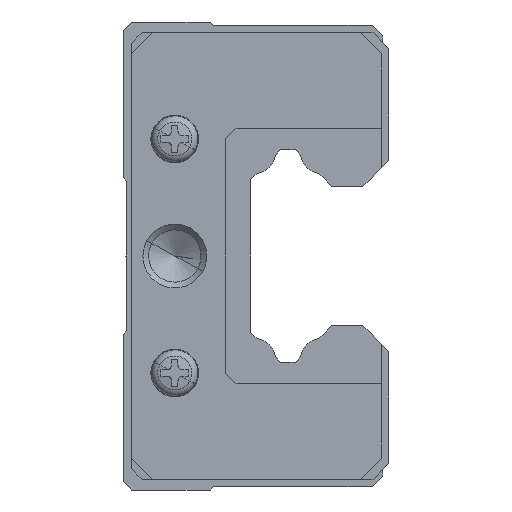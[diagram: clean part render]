
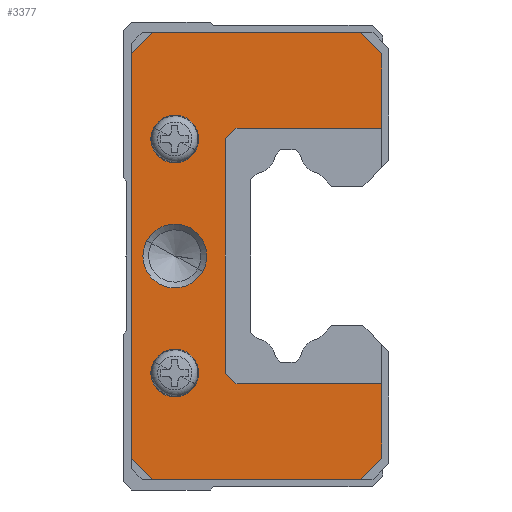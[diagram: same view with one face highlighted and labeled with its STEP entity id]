
A CAD part, left-side view. The second image highlights one B-rep face of the part: STEP entity #3377.
In plain terms, the highlighted planar face has unit normal (-1, 0, 0).
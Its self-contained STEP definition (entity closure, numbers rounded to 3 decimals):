
#119=CARTESIAN_POINT('Vertex',(-35.,1.565,12.)) ;
#122=CARTESIAN_POINT('Line Origine',(-35.,8.405,12.)) ;
#126=CARTESIAN_POINT('Vertex',(-35.,15.246,12.)) ;
#159=CARTESIAN_POINT('Vertex',(-35.,15.246,-12.)) ;
#162=CARTESIAN_POINT('Line Origine',(-35.,8.405,-12.)) ;
#166=CARTESIAN_POINT('Vertex',(-35.,1.565,-12.)) ;
#193=CARTESIAN_POINT('Line Origine',(-35.,15.746,11.5)) ;
#197=CARTESIAN_POINT('Vertex',(-35.,16.246,11.)) ;
#228=CARTESIAN_POINT('Vertex',(-35.,16.246,-11.)) ;
#231=CARTESIAN_POINT('Line Origine',(-35.,15.746,-11.5)) ;
#253=CARTESIAN_POINT('Line Origine',(-35.,16.246,0.)) ;
#318=CARTESIAN_POINT('Line Origine',(-35.,13.315,21.)) ;
#322=CARTESIAN_POINT('Vertex',(-35.,23.065,21.)) ;
#324=CARTESIAN_POINT('Vertex',(-35.,3.565,21.)) ;
#576=CARTESIAN_POINT('Vertex',(-35.,25.065,19.)) ;
#579=CARTESIAN_POINT('Line Origine',(-35.,24.065,20.)) ;
#643=CARTESIAN_POINT('Vertex',(-35.,1.565,19.)) ;
#651=CARTESIAN_POINT('Line Origine',(-35.,2.565,20.)) ;
#707=CARTESIAN_POINT('Line Origine',(-35.,13.315,-21.)) ;
#711=CARTESIAN_POINT('Vertex',(-35.,3.565,-21.)) ;
#713=CARTESIAN_POINT('Vertex',(-35.,23.065,-21.)) ;
#774=CARTESIAN_POINT('Vertex',(-35.,1.565,-19.)) ;
#777=CARTESIAN_POINT('Line Origine',(-35.,2.565,-20.)) ;
#1321=CARTESIAN_POINT('Line Origine',(-35.,25.065,0.)) ;
#1325=CARTESIAN_POINT('Vertex',(-35.,25.065,-19.)) ;
#1385=CARTESIAN_POINT('Line Origine',(-35.,24.065,-20.)) ;
#2672=CARTESIAN_POINT('Line Origine',(-35.,1.565,-15.5)) ;
#2705=CARTESIAN_POINT('Line Origine',(-35.,1.565,15.5)) ;
#3338=CARTESIAN_POINT('Axis2P3D Location',(-35.,0.,0.)) ;
#3359=CARTESIAN_POINT('Axis2P3D Location',(-35.,21.,0.)) ;
#3363=CARTESIAN_POINT('Vertex',(-35.,18.367,-1.438)) ;
#3365=CARTESIAN_POINT('Vertex',(-35.,23.633,1.438)) ;
#3368=CARTESIAN_POINT('Axis2P3D Location',(-35.,21.,0.)) ;
#123=DIRECTION('Vector Direction',(0.,-1.,0.)) ;
#163=DIRECTION('Vector Direction',(0.,1.,0.)) ;
#194=DIRECTION('Vector Direction',(0.,-0.707,0.707)) ;
#232=DIRECTION('Vector Direction',(0.,0.707,0.707)) ;
#254=DIRECTION('Vector Direction',(0.,0.,1.)) ;
#319=DIRECTION('Vector Direction',(0.,-1.,0.)) ;
#580=DIRECTION('Vector Direction',(0.,0.707,-0.707)) ;
#652=DIRECTION('Vector Direction',(0.,-0.707,-0.707)) ;
#708=DIRECTION('Vector Direction',(0.,1.,0.)) ;
#778=DIRECTION('Vector Direction',(0.,-0.707,0.707)) ;
#1322=DIRECTION('Vector Direction',(0.,0.,1.)) ;
#1386=DIRECTION('Vector Direction',(0.,0.707,0.707)) ;
#2673=DIRECTION('Vector Direction',(0.,0.,-1.)) ;
#2706=DIRECTION('Vector Direction',(0.,0.,-1.)) ;
#3339=DIRECTION('Axis2P3D Direction',(1.,-0.,0.)) ;
#3340=DIRECTION('Axis2P3D XDirection',(0.,0.,-1.)) ;
#3360=DIRECTION('Axis2P3D Direction',(1.,-0.,0.)) ;
#3369=DIRECTION('Axis2P3D Direction',(1.,-0.,0.)) ;
#3341=AXIS2_PLACEMENT_3D('Plane Axis2P3D',#3338,#3339,#3340) ;
#3361=AXIS2_PLACEMENT_3D('Circle Axis2P3D',#3359,#3360,$) ;
#3370=AXIS2_PLACEMENT_3D('Circle Axis2P3D',#3368,#3369,$) ;
#3344=ORIENTED_EDGE('',*,*,#168,.T.) ;
#3345=ORIENTED_EDGE('',*,*,#235,.T.) ;
#3346=ORIENTED_EDGE('',*,*,#257,.T.) ;
#3347=ORIENTED_EDGE('',*,*,#199,.T.) ;
#3348=ORIENTED_EDGE('',*,*,#128,.T.) ;
#3349=ORIENTED_EDGE('',*,*,#2709,.F.) ;
#3350=ORIENTED_EDGE('',*,*,#655,.F.) ;
#3351=ORIENTED_EDGE('',*,*,#326,.F.) ;
#3352=ORIENTED_EDGE('',*,*,#583,.T.) ;
#3353=ORIENTED_EDGE('',*,*,#1327,.F.) ;
#3354=ORIENTED_EDGE('',*,*,#1389,.F.) ;
#3355=ORIENTED_EDGE('',*,*,#715,.F.) ;
#3356=ORIENTED_EDGE('',*,*,#781,.T.) ;
#3357=ORIENTED_EDGE('',*,*,#2676,.F.) ;
#3374=ORIENTED_EDGE('',*,*,#3367,.T.) ;
#3375=ORIENTED_EDGE('',*,*,#3372,.T.) ;
#3376=FACE_BOUND('',#3373,.T.) ;
#124=VECTOR('Line Direction',#123,1.) ;
#164=VECTOR('Line Direction',#163,1.) ;
#195=VECTOR('Line Direction',#194,1.) ;
#233=VECTOR('Line Direction',#232,1.) ;
#255=VECTOR('Line Direction',#254,1.) ;
#320=VECTOR('Line Direction',#319,1.) ;
#581=VECTOR('Line Direction',#580,1.) ;
#653=VECTOR('Line Direction',#652,1.) ;
#709=VECTOR('Line Direction',#708,1.) ;
#779=VECTOR('Line Direction',#778,1.) ;
#1323=VECTOR('Line Direction',#1322,1.) ;
#1387=VECTOR('Line Direction',#1386,1.) ;
#2674=VECTOR('Line Direction',#2673,1.) ;
#2707=VECTOR('Line Direction',#2706,1.) ;
#3377=ADVANCED_FACE('HSV20RSS_Slider',(#3358,#3376),#3342,.F.) ;
#3362=CIRCLE('generated circle',#3361,3.) ;
#3371=CIRCLE('generated circle',#3370,3.) ;
#128=EDGE_CURVE('',#127,#120,#125,.T.) ;
#168=EDGE_CURVE('',#167,#160,#165,.T.) ;
#199=EDGE_CURVE('',#198,#127,#196,.T.) ;
#235=EDGE_CURVE('',#160,#229,#234,.T.) ;
#257=EDGE_CURVE('',#229,#198,#256,.T.) ;
#326=EDGE_CURVE('',#323,#325,#321,.T.) ;
#583=EDGE_CURVE('',#323,#577,#582,.T.) ;
#655=EDGE_CURVE('',#325,#644,#654,.T.) ;
#715=EDGE_CURVE('',#712,#714,#710,.T.) ;
#781=EDGE_CURVE('',#712,#775,#780,.T.) ;
#1327=EDGE_CURVE('',#1326,#577,#1324,.T.) ;
#1389=EDGE_CURVE('',#714,#1326,#1388,.T.) ;
#2676=EDGE_CURVE('',#167,#775,#2675,.T.) ;
#2709=EDGE_CURVE('',#644,#120,#2708,.T.) ;
#3367=EDGE_CURVE('',#3364,#3366,#3362,.T.) ;
#3372=EDGE_CURVE('',#3366,#3364,#3371,.T.) ;
#3343=EDGE_LOOP('',(#3344,#3345,#3346,#3347,#3348,#3349,#3350,#3351,#3352,#3353,#3354,#3355,#3356,#3357)) ;
#3373=EDGE_LOOP('',(#3374,#3375)) ;
#3358=FACE_OUTER_BOUND('',#3343,.T.) ;
#125=LINE('Line',#122,#124) ;
#165=LINE('Line',#162,#164) ;
#196=LINE('Line',#193,#195) ;
#234=LINE('Line',#231,#233) ;
#256=LINE('Line',#253,#255) ;
#321=LINE('Line',#318,#320) ;
#582=LINE('Line',#579,#581) ;
#654=LINE('Line',#651,#653) ;
#710=LINE('Line',#707,#709) ;
#780=LINE('Line',#777,#779) ;
#1324=LINE('Line',#1321,#1323) ;
#1388=LINE('Line',#1385,#1387) ;
#2675=LINE('Line',#2672,#2674) ;
#2708=LINE('Line',#2705,#2707) ;
#3342=PLANE('',#3341) ;
#120=VERTEX_POINT('',#119) ;
#127=VERTEX_POINT('',#126) ;
#160=VERTEX_POINT('',#159) ;
#167=VERTEX_POINT('',#166) ;
#198=VERTEX_POINT('',#197) ;
#229=VERTEX_POINT('',#228) ;
#323=VERTEX_POINT('',#322) ;
#325=VERTEX_POINT('',#324) ;
#577=VERTEX_POINT('',#576) ;
#644=VERTEX_POINT('',#643) ;
#712=VERTEX_POINT('',#711) ;
#714=VERTEX_POINT('',#713) ;
#775=VERTEX_POINT('',#774) ;
#1326=VERTEX_POINT('',#1325) ;
#3364=VERTEX_POINT('',#3363) ;
#3366=VERTEX_POINT('',#3365) ;
